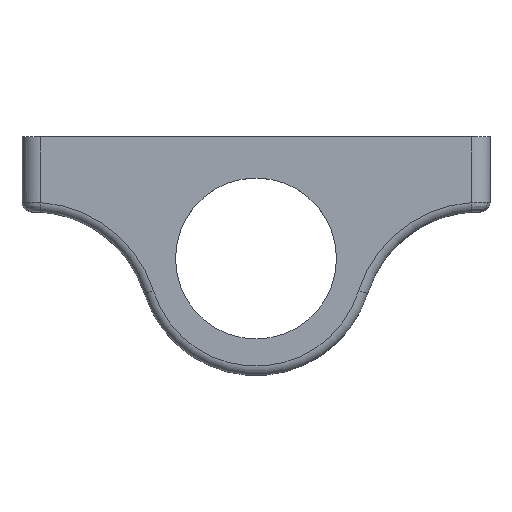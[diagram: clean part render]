
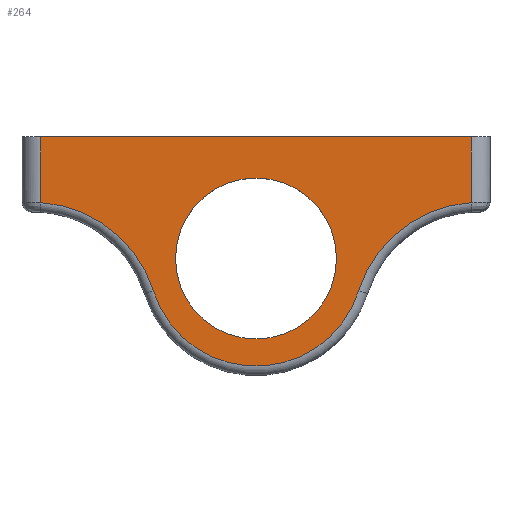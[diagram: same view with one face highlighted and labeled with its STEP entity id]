
A CAD part, top view. The second image highlights one B-rep face of the part: STEP entity #264.
In plain terms, the highlighted planar face has unit normal (0, 0, 1).
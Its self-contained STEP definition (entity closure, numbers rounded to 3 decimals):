
#264=ADVANCED_FACE('',(#710,#711),#384,.F.);
#384=PLANE('',#2039);
#420=LINE('',#2872,#560);
#477=LINE('',#3099,#617);
#478=LINE('',#3100,#618);
#560=VECTOR('',#2237,1.);
#617=VECTOR('',#2404,1.);
#618=VECTOR('',#2405,1.);
#710=FACE_BOUND('',#739,.T.);
#711=FACE_BOUND('',#740,.T.);
#739=EDGE_LOOP('',(#970,#971,#972,#973,#974,#975));
#740=EDGE_LOOP('',(#976));
#970=ORIENTED_EDGE('',*,*,#1686,.T.);
#971=ORIENTED_EDGE('',*,*,#1687,.T.);
#972=ORIENTED_EDGE('',*,*,#1688,.T.);
#973=ORIENTED_EDGE('',*,*,#1585,.T.);
#974=ORIENTED_EDGE('',*,*,#1689,.T.);
#975=ORIENTED_EDGE('',*,*,#1690,.T.);
#976=ORIENTED_EDGE('',*,*,#1685,.F.);
#1421=VERTEX_POINT('',#2871);
#1422=VERTEX_POINT('',#2873);
#1513=VERTEX_POINT('',#3092);
#1514=VERTEX_POINT('',#3095);
#1515=VERTEX_POINT('',#3096);
#1516=VERTEX_POINT('',#3098);
#1517=VERTEX_POINT('',#3101);
#1585=EDGE_CURVE('',#1422,#1421,#420,.T.);
#1685=EDGE_CURVE('',#1513,#1513,#1897,.T.);
#1686=EDGE_CURVE('',#1514,#1515,#1898,.T.);
#1687=EDGE_CURVE('',#1515,#1516,#1899,.T.);
#1688=EDGE_CURVE('',#1516,#1422,#477,.T.);
#1689=EDGE_CURVE('',#1421,#1517,#478,.T.);
#1690=EDGE_CURVE('',#1517,#1514,#1900,.T.);
#1897=CIRCLE('',#2034,8.6);
#1898=CIRCLE('',#2036,11.5);
#1899=CIRCLE('',#2037,13.5);
#1900=CIRCLE('',#2038,13.5);
#2034=AXIS2_PLACEMENT_3D('',#3091,#2396,#2397);
#2036=AXIS2_PLACEMENT_3D('',#3094,#2400,#2401);
#2037=AXIS2_PLACEMENT_3D('',#3097,#2402,#2403);
#2038=AXIS2_PLACEMENT_3D('',#3102,#2406,#2407);
#2039=AXIS2_PLACEMENT_3D('',#3103,#2408,#2409);
#2237=DIRECTION('',(-1.,0.,0.));
#2396=DIRECTION('',(0.,0.,1.));
#2397=DIRECTION('',(1.,0.,0.));
#2400=DIRECTION('',(0.,0.,1.));
#2401=DIRECTION('',(-1.,0.,0.));
#2402=DIRECTION('',(0.,0.,-1.));
#2403=DIRECTION('',(-1.,0.,0.));
#2404=DIRECTION('',(0.,1.,0.));
#2405=DIRECTION('',(0.,-1.,0.));
#2406=DIRECTION('',(0.,0.,-1.));
#2407=DIRECTION('',(-1.,0.,0.));
#2408=DIRECTION('',(0.,0.,-1.));
#2409=DIRECTION('',(-1.,0.,0.));
#2871=CARTESIAN_POINT('',(-23.,0.,6.5));
#2872=CARTESIAN_POINT('',(0.,0.,6.5));
#2873=CARTESIAN_POINT('',(23.,0.,6.5));
#3091=CARTESIAN_POINT('',(0.,-13.,6.5));
#3092=CARTESIAN_POINT('',(8.6,-13.,6.5));
#3094=CARTESIAN_POINT('',(0.,-13.,6.5));
#3095=CARTESIAN_POINT('',(-10.97,-16.45,6.5));
#3096=CARTESIAN_POINT('',(10.97,-16.45,6.5));
#3097=CARTESIAN_POINT('',(23.848,-20.5,6.5));
#3098=CARTESIAN_POINT('',(23.,-7.027,6.5));
#3099=CARTESIAN_POINT('',(23.,-20.5,6.5));
#3100=CARTESIAN_POINT('',(-23.,-20.5,6.5));
#3101=CARTESIAN_POINT('',(-23.,-7.027,6.5));
#3102=CARTESIAN_POINT('',(-23.848,-20.5,6.5));
#3103=CARTESIAN_POINT('',(-23.848,-20.5,6.5));
